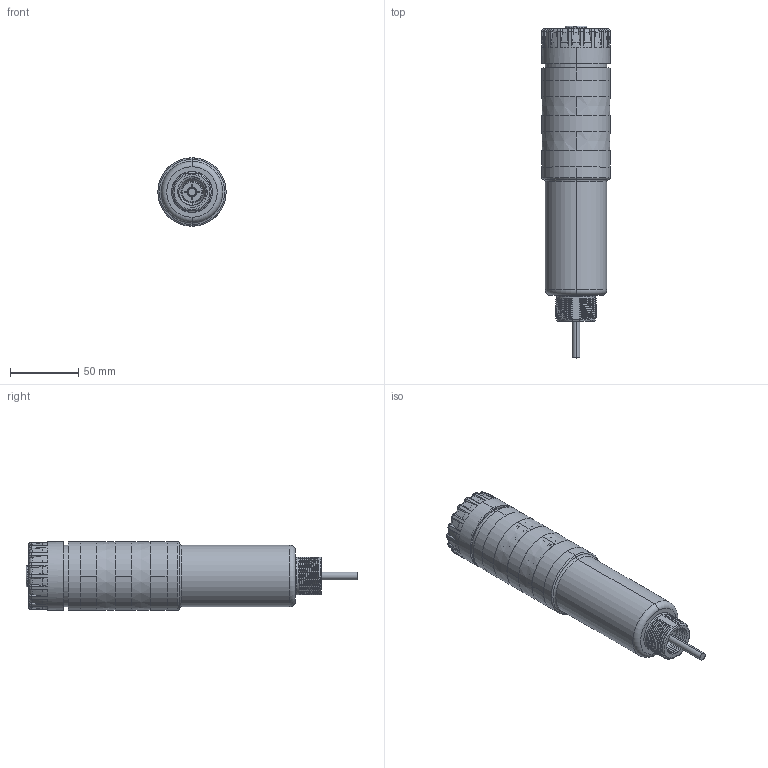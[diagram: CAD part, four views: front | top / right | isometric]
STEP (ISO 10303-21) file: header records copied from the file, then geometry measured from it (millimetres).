
FILE_DESCRIPTION((''),'2;1');
FILE_NAME('168287_ASM','2014-06-26T',('pdmadmin'),(''),'PRO/ENGINEER BY PARAMETRIC TECHNOLOGY CORPORATION, 2013230','PRO/ENGINEER BY PARAMETRIC TECHNOLOGY CORPORATION, 2013230','');
FILE_SCHEMA(('CONFIG_CONTROL_DESIGN'));
Products named in the file (10): 163979; 62676; 62677; CABLE_215; 158231_WEB; 158948; 158950; 143281_WEB_MODEL; 143282; 168287_ASM
Assembly tree (12 placements, depth 2):
  168287_ASM
    163979
    62676
    62677
    CABLE_215
    158231_WEB  x3
    158948  x2
    158950
    143281_WEB_MODEL
    143282
Bounding box: 50 x 243.05 x 50 mm (x, y, z)
Volume: 125305.6 mm3; surface area: 113143.2 mm2
Topology: 12 solids, 12 shells, 2141 faces, 5373 edges, 3359 vertices
Faces by surface type: plane 690, cylinder 605, bspline 332, torus 270, cone 172, sphere 72
Entity records: 107778 total; most frequent: CARTESIAN_POINT 66754, ORIENTED_EDGE 8910, DIRECTION 8195, EDGE_CURVE 4455, AXIS2_PLACEMENT_3D 3320, VERTEX_POINT 2755, EDGE_LOOP 1896, CIRCLE 1826
